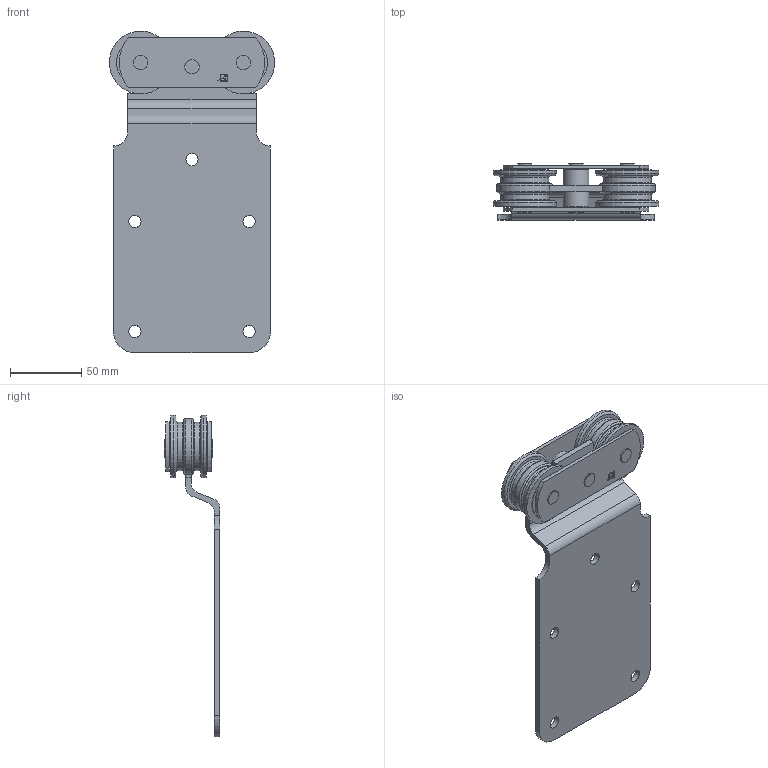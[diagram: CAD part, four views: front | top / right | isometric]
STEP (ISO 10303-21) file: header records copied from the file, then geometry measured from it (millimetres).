
FILE_DESCRIPTION(/* description */ (''),/* implementation_level */ '2;1');
FILE_NAME(/* name */ '0251A.stp',/* time_stamp */ '2023-09-26T17:15:26+02:00',/* author */ ('Didierr'),/* organization */ (''),/* preprocessor_version */ 'ST-DEVELOPER v18.1',/* originating_system */ 'Autodesk Inventor 2021',/* authorisation */ '');
FILE_SCHEMA (('CONFIG_CONTROL_DESIGN'));
Length unit declared in the file: millimetre
Products named in the file (9): 251 A; 14592; 16207; 11002 MONT; CAG5; 15018; 15657; 05045; AS606-A-NT
Assembly tree (22 placements, depth 3):
  251 A
    14592  x2
    16207
    11002 MONT  x3
    CAG5  x2
      15018
      15657
    05045  x2
    AS606-A-NT  x2
Bounding box: 116 x 39.04 x 225.5 mm (x, y, z)
Volume: 164334.4 mm3; surface area: 98328.1 mm2
Topology: 30 solids, 30 shells, 373 faces, 909 edges, 594 vertices
Faces by surface type: cylinder 173, plane 172, torus 16, cone 12
Full cylindrical faces by diameter (mm): 1.392 x2, 5 x18, 7.7 x6, 7.9 x6, 8.5 x5, 10 x6, 14 x5, 14.2 x3, 17.5 x2, 18 x2, 23.8 x2, 24.15 x2, 34 x8, 39 x2, 44 x4
Entity records: 6089 total; most frequent: DIRECTION 1096, CARTESIAN_POINT 978, ORIENTED_EDGE 936, EDGE_CURVE 468, AXIS2_PLACEMENT_3D 424, VERTEX_POINT 306, LINE 248, VECTOR 248
